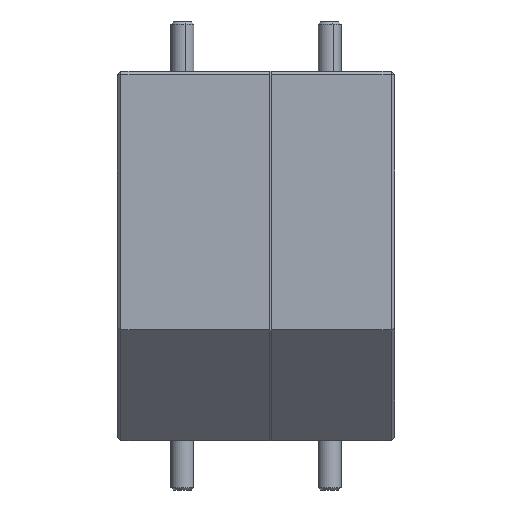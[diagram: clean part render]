
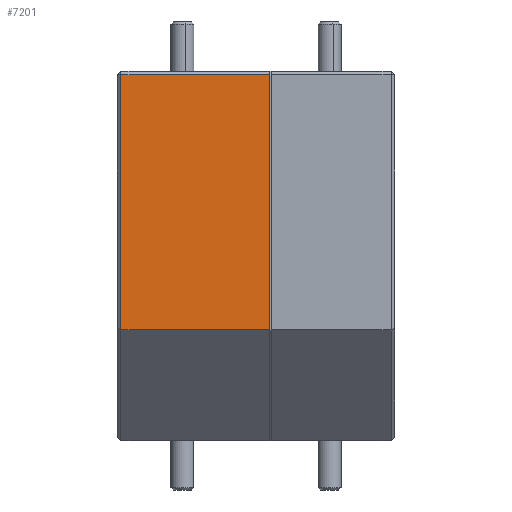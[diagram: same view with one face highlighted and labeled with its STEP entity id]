
A CAD part, left-side view. The second image highlights one B-rep face of the part: STEP entity #7201.
In plain terms, the highlighted planar face has unit normal (-1, 0, 0).
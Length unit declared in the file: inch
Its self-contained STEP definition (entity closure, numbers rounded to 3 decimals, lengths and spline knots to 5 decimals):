
#134 = DIRECTION ( 'NONE',  ( 0., 0., -1. ) ) ;
#297 = EDGE_CURVE ( 'NONE', #3359, #29196, #16745, .T. ) ;
#3179 = CARTESIAN_POINT ( 'NONE',  ( -4.93626, 2.26241, 1.18068 ) ) ;
#3359 = VERTEX_POINT ( 'NONE', #29268 ) ;
#3371 = DIRECTION ( 'NONE',  ( 0., 1., 0. ) ) ;
#4406 = VERTEX_POINT ( 'NONE', #31752 ) ;
#4852 = LINE ( 'NONE', #8470, #17534 ) ;
#5801 = VECTOR ( 'NONE', #3371, 39.37008 ) ;
#7201 = ADVANCED_FACE ( 'NONE', ( #25773 ), #9610, .F. ) ;
#8229 = AXIS2_PLACEMENT_3D ( 'NONE', #30076, #22757, #134 ) ;
#8470 = CARTESIAN_POINT ( 'NONE',  ( -4.93626, 1.85041, 1.88068 ) ) ;
#9483 = CARTESIAN_POINT ( 'NONE',  ( -4.93626, 2.25241, 1.88068 ) ) ;
#9610 = PLANE ( 'NONE',  #8229 ) ;
#9815 = ORIENTED_EDGE ( 'NONE', *, *, #297, .T. ) ;
#10474 = VECTOR ( 'NONE', #20209, 39.37008 ) ;
#10908 = VERTEX_POINT ( 'NONE', #31178 ) ;
#13798 = EDGE_CURVE ( 'NONE', #29196, #4406, #4852, .T. ) ;
#16745 = LINE ( 'NONE', #3179, #23651 ) ;
#17534 = VECTOR ( 'NONE', #27937, 39.37008 ) ;
#17984 = ORIENTED_EDGE ( 'NONE', *, *, #29634, .T. ) ;
#20209 = DIRECTION ( 'NONE',  ( 0., 0., -1. ) ) ;
#20972 = ORIENTED_EDGE ( 'NONE', *, *, #22085, .T. ) ;
#22085 = EDGE_CURVE ( 'NONE', #4406, #10908, #29655, .T. ) ;
#22757 = DIRECTION ( 'NONE',  ( 1., 0., 0. ) ) ;
#23651 = VECTOR ( 'NONE', #42172, 39.37008 ) ;
#25773 = FACE_OUTER_BOUND ( 'NONE', #41986, .T. ) ;
#25776 = CARTESIAN_POINT ( 'NONE',  ( -4.93626, 2.26241, 1.87068 ) ) ;
#26982 = ORIENTED_EDGE ( 'NONE', *, *, #13798, .T. ) ;
#27937 = DIRECTION ( 'NONE',  ( 0., 0., 1. ) ) ;
#29196 = VERTEX_POINT ( 'NONE', #32396 ) ;
#29268 = CARTESIAN_POINT ( 'NONE',  ( -4.93626, 2.25241, 1.18068 ) ) ;
#29634 = EDGE_CURVE ( 'NONE', #10908, #3359, #36191, .T. ) ;
#29655 = LINE ( 'NONE', #25776, #5801 ) ;
#30076 = CARTESIAN_POINT ( 'NONE',  ( -4.93626, 2.26241, 1.88068 ) ) ;
#31178 = CARTESIAN_POINT ( 'NONE',  ( -4.93626, 2.25241, 1.87068 ) ) ;
#31752 = CARTESIAN_POINT ( 'NONE',  ( -4.93626, 1.85041, 1.87068 ) ) ;
#32396 = CARTESIAN_POINT ( 'NONE',  ( -4.93626, 1.85041, 1.18068 ) ) ;
#36191 = LINE ( 'NONE', #9483, #10474 ) ;
#41986 = EDGE_LOOP ( 'NONE', ( #26982, #20972, #17984, #9815 ) ) ;
#42172 = DIRECTION ( 'NONE',  ( 0., -1., 0. ) ) ;
